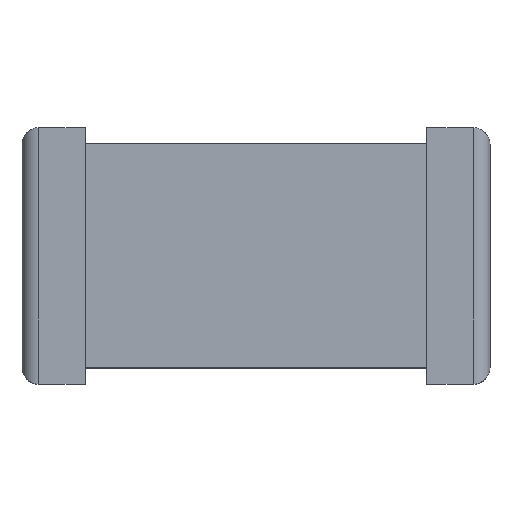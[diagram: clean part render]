
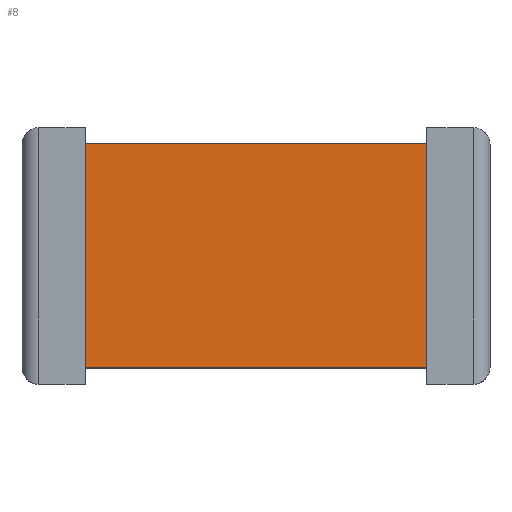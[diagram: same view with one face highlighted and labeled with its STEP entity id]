
A CAD part, top view. The second image highlights one B-rep face of the part: STEP entity #8.
In plain terms, the highlighted planar face has unit normal (0, 0, 1).
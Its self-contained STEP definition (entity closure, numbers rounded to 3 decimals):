
#4 = CARTESIAN_POINT ( 'NONE',  ( 0., 0., 1.95 ) ) ;
#8 = ADVANCED_FACE ( 'NONE', ( #613 ), #318, .T. ) ;
#50 = LINE ( 'NONE', #374, #918 ) ;
#60 = VERTEX_POINT ( 'NONE', #123 ) ;
#70 = VERTEX_POINT ( 'NONE', #799 ) ;
#86 = CARTESIAN_POINT ( 'NONE',  ( 2.582, -1.695, 1.95 ) ) ;
#106 = LINE ( 'NONE', #86, #985 ) ;
#123 = CARTESIAN_POINT ( 'NONE',  ( 2.582, -1.695, 1.95 ) ) ;
#172 = CARTESIAN_POINT ( 'NONE',  ( -2.582, 1.695, 1.95 ) ) ;
#236 = DIRECTION ( 'NONE',  ( 0., -1., 0. ) ) ;
#305 = ORIENTED_EDGE ( 'NONE', *, *, #976, .T. ) ;
#318 = PLANE ( 'NONE',  #542 ) ;
#365 = DIRECTION ( 'NONE',  ( 1., 0., 0. ) ) ;
#374 = CARTESIAN_POINT ( 'NONE',  ( 2.582, -1.695, 1.95 ) ) ;
#397 = VECTOR ( 'NONE', #838, 1000. ) ;
#420 = ORIENTED_EDGE ( 'NONE', *, *, #597, .T. ) ;
#422 = LINE ( 'NONE', #721, #744 ) ;
#458 = VERTEX_POINT ( 'NONE', #832 ) ;
#511 = EDGE_CURVE ( 'NONE', #458, #60, #50, .T. ) ;
#537 = ORIENTED_EDGE ( 'NONE', *, *, #967, .T. ) ;
#542 = AXIS2_PLACEMENT_3D ( 'NONE', #4, #857, #702 ) ;
#547 = VERTEX_POINT ( 'NONE', #172 ) ;
#553 = DIRECTION ( 'NONE',  ( 0., 1., 0. ) ) ;
#567 = EDGE_LOOP ( 'NONE', ( #305, #569, #537, #420 ) ) ;
#569 = ORIENTED_EDGE ( 'NONE', *, *, #511, .T. ) ;
#597 = EDGE_CURVE ( 'NONE', #70, #547, #619, .T. ) ;
#613 = FACE_OUTER_BOUND ( 'NONE', #567, .T. ) ;
#619 = LINE ( 'NONE', #671, #397 ) ;
#671 = CARTESIAN_POINT ( 'NONE',  ( 2.582, 1.695, 1.95 ) ) ;
#702 = DIRECTION ( 'NONE',  ( 1., 0., 0. ) ) ;
#721 = CARTESIAN_POINT ( 'NONE',  ( -2.582, -1.695, 1.95 ) ) ;
#744 = VECTOR ( 'NONE', #236, 1000. ) ;
#799 = CARTESIAN_POINT ( 'NONE',  ( 2.582, 1.695, 1.95 ) ) ;
#832 = CARTESIAN_POINT ( 'NONE',  ( -2.582, -1.695, 1.95 ) ) ;
#838 = DIRECTION ( 'NONE',  ( -1., 0., 0. ) ) ;
#857 = DIRECTION ( 'NONE',  ( 0., 0., 1. ) ) ;
#918 = VECTOR ( 'NONE', #365, 1000. ) ;
#967 = EDGE_CURVE ( 'NONE', #60, #70, #106, .T. ) ;
#976 = EDGE_CURVE ( 'NONE', #547, #458, #422, .T. ) ;
#985 = VECTOR ( 'NONE', #553, 1000. ) ;
